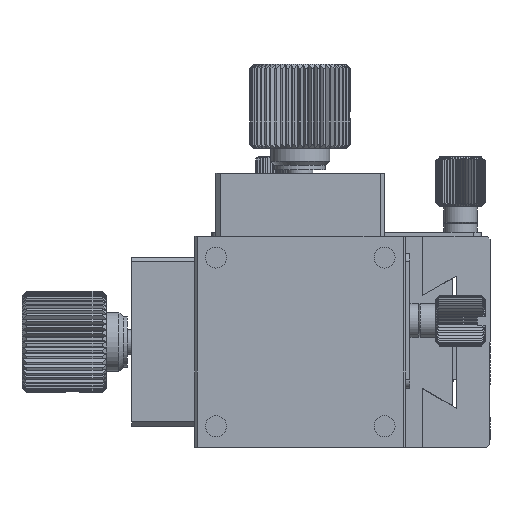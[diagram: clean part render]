
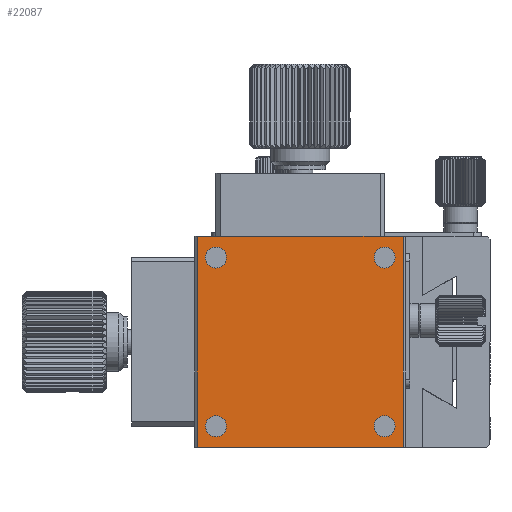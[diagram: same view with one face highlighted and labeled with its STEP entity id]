
A CAD part, front view. The second image highlights one B-rep face of the part: STEP entity #22087.
In plain terms, the highlighted planar face has unit normal (0, -1, 0).
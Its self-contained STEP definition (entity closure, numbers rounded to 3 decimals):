
#116 = FACE_BOUND ( 'NONE', #2857, .T. ) ;
#281 = CIRCLE ( 'NONE', #30844, 1.25 ) ;
#456 = DIRECTION ( 'NONE',  ( 1., 0., 0. ) ) ;
#1296 = DIRECTION ( 'NONE',  ( 0., -1., 0. ) ) ;
#1553 = VERTEX_POINT ( 'NONE', #14948 ) ;
#1567 = CARTESIAN_POINT ( 'NONE',  ( 4.7, -30., -25. ) ) ;
#2857 = EDGE_LOOP ( 'NONE', ( #46428 ) ) ;
#3210 = FACE_BOUND ( 'NONE', #45211, .T. ) ;
#3467 = ORIENTED_EDGE ( 'NONE', *, *, #29701, .F. ) ;
#3852 = VECTOR ( 'NONE', #36314, 1000. ) ;
#5400 = CARTESIAN_POINT ( 'NONE',  ( -17.5, -30., -22.5 ) ) ;
#5735 = AXIS2_PLACEMENT_3D ( 'NONE', #36026, #31907, #19062 ) ;
#5754 = ORIENTED_EDGE ( 'NONE', *, *, #14074, .F. ) ;
#6784 = FACE_BOUND ( 'NONE', #48925, .T. ) ;
#7317 = FACE_BOUND ( 'NONE', #33614, .T. ) ;
#7490 = EDGE_CURVE ( 'NONE', #32886, #28284, #50755, .T. ) ;
#7954 = CIRCLE ( 'NONE', #20991, 1.25 ) ;
#9065 = LINE ( 'NONE', #50080, #37175 ) ;
#9187 = EDGE_LOOP ( 'NONE', ( #44146, #3467, #5754, #37079 ) ) ;
#9262 = DIRECTION ( 'NONE',  ( -1., 0., 0. ) ) ;
#10601 = LINE ( 'NONE', #27806, #3852 ) ;
#10897 = AXIS2_PLACEMENT_3D ( 'NONE', #32914, #29359, #46023 ) ;
#11407 = FACE_OUTER_BOUND ( 'NONE', #9187, .T. ) ;
#11843 = DIRECTION ( 'NONE',  ( 0., -1., 0. ) ) ;
#12113 = EDGE_CURVE ( 'NONE', #17924, #32886, #46715, .T. ) ;
#13090 = CARTESIAN_POINT ( 'NONE',  ( -17.5, -30., -2.5 ) ) ;
#13259 = CARTESIAN_POINT ( 'NONE',  ( -18.75, -30., -22.5 ) ) ;
#14074 = EDGE_CURVE ( 'NONE', #28284, #23107, #9065, .T. ) ;
#14948 = CARTESIAN_POINT ( 'NONE',  ( -18.75, -30., -2.5 ) ) ;
#15394 = CARTESIAN_POINT ( 'NONE',  ( 2.5, -30., -2.5 ) ) ;
#17924 = VERTEX_POINT ( 'NONE', #26519 ) ;
#19062 = DIRECTION ( 'NONE',  ( 1., 0., 0. ) ) ;
#20077 = ORIENTED_EDGE ( 'NONE', *, *, #24138, .F. ) ;
#20991 = AXIS2_PLACEMENT_3D ( 'NONE', #5400, #1296, #9262 ) ;
#21197 = CIRCLE ( 'NONE', #32555, 1.25 ) ;
#22073 = DIRECTION ( 'NONE',  ( 0., 0., 1. ) ) ;
#22087 = ADVANCED_FACE ( 'NONE', ( #11407, #3210, #116, #6784, #7317 ), #23972, .F. ) ;
#23107 = VERTEX_POINT ( 'NONE', #1567 ) ;
#23972 = PLANE ( 'NONE',  #5735 ) ;
#24138 = EDGE_CURVE ( 'NONE', #45740, #45740, #21197, .T. ) ;
#24937 = DIRECTION ( 'NONE',  ( -1., 0., 0. ) ) ;
#24975 = CARTESIAN_POINT ( 'NONE',  ( 1.25, -30., -2.5 ) ) ;
#26183 = CARTESIAN_POINT ( 'NONE',  ( -19.7, -30., -25. ) ) ;
#26519 = CARTESIAN_POINT ( 'NONE',  ( -19.7, -30., -25. ) ) ;
#27806 = CARTESIAN_POINT ( 'NONE',  ( 4.7, -30., -25. ) ) ;
#28284 = VERTEX_POINT ( 'NONE', #53316 ) ;
#28456 = VECTOR ( 'NONE', #22073, 1000. ) ;
#29359 = DIRECTION ( 'NONE',  ( 0., -1., 0. ) ) ;
#29701 = EDGE_CURVE ( 'NONE', #23107, #17924, #10601, .T. ) ;
#30844 = AXIS2_PLACEMENT_3D ( 'NONE', #13090, #42086, #42372 ) ;
#31907 = DIRECTION ( 'NONE',  ( 0., 1., 0. ) ) ;
#32555 = AXIS2_PLACEMENT_3D ( 'NONE', #15394, #11843, #24937 ) ;
#32689 = CIRCLE ( 'NONE', #10897, 1.25 ) ;
#32886 = VERTEX_POINT ( 'NONE', #39938 ) ;
#32914 = CARTESIAN_POINT ( 'NONE',  ( 2.5, -30., -22.5 ) ) ;
#33614 = EDGE_LOOP ( 'NONE', ( #44450 ) ) ;
#36026 = CARTESIAN_POINT ( 'NONE',  ( 4.7, -30., -25. ) ) ;
#36314 = DIRECTION ( 'NONE',  ( -1., 0., 0. ) ) ;
#36761 = EDGE_CURVE ( 'NONE', #1553, #1553, #281, .T. ) ;
#37079 = ORIENTED_EDGE ( 'NONE', *, *, #7490, .F. ) ;
#37175 = VECTOR ( 'NONE', #53957, 1000. ) ;
#39938 = CARTESIAN_POINT ( 'NONE',  ( -19.7, -30., 0. ) ) ;
#40842 = ORIENTED_EDGE ( 'NONE', *, *, #48010, .F. ) ;
#42086 = DIRECTION ( 'NONE',  ( 0., -1., 0. ) ) ;
#42372 = DIRECTION ( 'NONE',  ( -1., 0., 0. ) ) ;
#43447 = EDGE_CURVE ( 'NONE', #52992, #52992, #32689, .T. ) ;
#44146 = ORIENTED_EDGE ( 'NONE', *, *, #12113, .F. ) ;
#44450 = ORIENTED_EDGE ( 'NONE', *, *, #43447, .F. ) ;
#45211 = EDGE_LOOP ( 'NONE', ( #20077 ) ) ;
#45740 = VERTEX_POINT ( 'NONE', #24975 ) ;
#46023 = DIRECTION ( 'NONE',  ( -1., 0., 0. ) ) ;
#46428 = ORIENTED_EDGE ( 'NONE', *, *, #36761, .F. ) ;
#46715 = LINE ( 'NONE', #26183, #28456 ) ;
#48010 = EDGE_CURVE ( 'NONE', #50739, #50739, #7954, .T. ) ;
#48842 = CARTESIAN_POINT ( 'NONE',  ( 1.25, -30., -22.5 ) ) ;
#48902 = VECTOR ( 'NONE', #456, 1000. ) ;
#48925 = EDGE_LOOP ( 'NONE', ( #40842 ) ) ;
#49950 = CARTESIAN_POINT ( 'NONE',  ( 4.7, -30., 0. ) ) ;
#50080 = CARTESIAN_POINT ( 'NONE',  ( 4.7, -30., -25. ) ) ;
#50739 = VERTEX_POINT ( 'NONE', #13259 ) ;
#50755 = LINE ( 'NONE', #49950, #48902 ) ;
#52992 = VERTEX_POINT ( 'NONE', #48842 ) ;
#53316 = CARTESIAN_POINT ( 'NONE',  ( 4.7, -30., 0. ) ) ;
#53957 = DIRECTION ( 'NONE',  ( 0., 0., -1. ) ) ;
